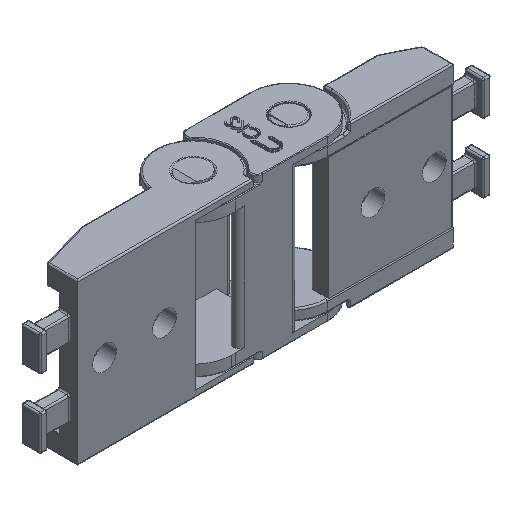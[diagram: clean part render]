
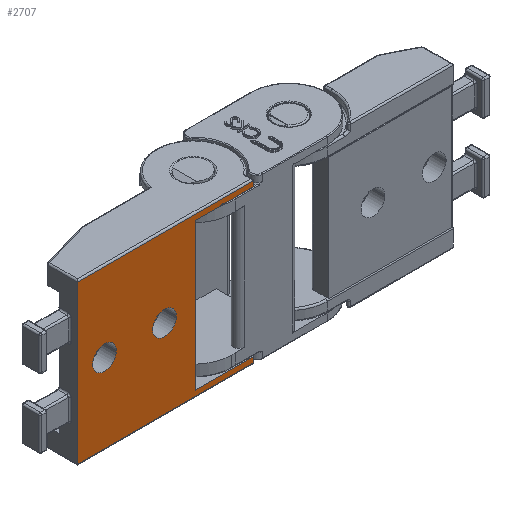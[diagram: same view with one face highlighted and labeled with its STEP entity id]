
A CAD part, isometric view. The second image highlights one B-rep face of the part: STEP entity #2707.
In plain terms, the highlighted planar face has unit normal (0, -1, 0).
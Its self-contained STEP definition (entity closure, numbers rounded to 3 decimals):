
#155 = ORIENTED_EDGE ( 'NONE', *, *, #12120, .F. ) ;
#208 = VECTOR ( 'NONE', #29781, 1000. ) ;
#454 = CIRCLE ( 'NONE', #1425, 1.55 ) ;
#576 = EDGE_LOOP ( 'NONE', ( #14499, #25382 ) ) ;
#734 = CARTESIAN_POINT ( 'NONE',  ( 2.95, -4.9, -17.6 ) ) ;
#973 = LINE ( 'NONE', #5384, #19465 ) ;
#1425 = AXIS2_PLACEMENT_3D ( 'NONE', #11938, #28929, #19332 ) ;
#1839 = CARTESIAN_POINT ( 'NONE',  ( -14.95, -4.9, -8. ) ) ;
#2312 = FACE_OUTER_BOUND ( 'NONE', #22963, .T. ) ;
#2707 = ADVANCED_FACE ( 'NONE', ( #2312, #14375, #26044 ), #30260, .F. ) ;
#3016 = CARTESIAN_POINT ( 'NONE',  ( -4.65, -4.9, 2.5 ) ) ;
#3022 = DIRECTION ( 'NONE',  ( 0., -1., 0. ) ) ;
#3943 = DIRECTION ( 'NONE',  ( 0., 1., 0. ) ) ;
#4048 = VECTOR ( 'NONE', #28587, 1000. ) ;
#4391 = AXIS2_PLACEMENT_3D ( 'NONE', #13473, #3943, #15938 ) ;
#4478 = AXIS2_PLACEMENT_3D ( 'NONE', #12522, #3022, #19908 ) ;
#4497 = CARTESIAN_POINT ( 'NONE',  ( -20.05, -4.9, -18.3 ) ) ;
#4682 = CARTESIAN_POINT ( 'NONE',  ( -4.65, -4.9, -17.6 ) ) ;
#4867 = EDGE_CURVE ( 'NONE', #17696, #7439, #9686, .T. ) ;
#5182 = AXIS2_PLACEMENT_3D ( 'NONE', #11670, #13796, #11366 ) ;
#5194 = CARTESIAN_POINT ( 'NONE',  ( -10.2, -4.9, -8. ) ) ;
#5285 = EDGE_CURVE ( 'NONE', #6696, #28279, #973, .T. ) ;
#5384 = CARTESIAN_POINT ( 'NONE',  ( -20.05, -4.9, 2.5 ) ) ;
#5442 = LINE ( 'NONE', #24977, #208 ) ;
#5760 = EDGE_CURVE ( 'NONE', #6542, #16759, #5442, .T. ) ;
#5855 = EDGE_CURVE ( 'NONE', #17475, #27305, #14895, .T. ) ;
#5922 = VECTOR ( 'NONE', #16282, 1000. ) ;
#6542 = VERTEX_POINT ( 'NONE', #18911 ) ;
#6696 = VERTEX_POINT ( 'NONE', #19431 ) ;
#7333 = DIRECTION ( 'NONE',  ( 0., -1., 0. ) ) ;
#7433 = EDGE_CURVE ( 'NONE', #19640, #24369, #18953, .T. ) ;
#7439 = VERTEX_POINT ( 'NONE', #4682 ) ;
#7576 = VERTEX_POINT ( 'NONE', #5194 ) ;
#7617 = ORIENTED_EDGE ( 'NONE', *, *, #5855, .F. ) ;
#8427 = EDGE_CURVE ( 'NONE', #7439, #17475, #28592, .T. ) ;
#8580 = LINE ( 'NONE', #13695, #21779 ) ;
#8647 = EDGE_CURVE ( 'NONE', #28279, #6542, #28175, .T. ) ;
#8748 = EDGE_CURVE ( 'NONE', #17162, #7576, #27031, .T. ) ;
#8820 = CARTESIAN_POINT ( 'NONE',  ( -20.05, -4.9, 2.3 ) ) ;
#8954 = AXIS2_PLACEMENT_3D ( 'NONE', #21892, #7333, #26623 ) ;
#9686 = LINE ( 'NONE', #3016, #21759 ) ;
#9767 = ORIENTED_EDGE ( 'NONE', *, *, #4867, .F. ) ;
#9889 = CARTESIAN_POINT ( 'NONE',  ( 2.95, -4.9, 2.5 ) ) ;
#10639 = ORIENTED_EDGE ( 'NONE', *, *, #5760, .F. ) ;
#10753 = CIRCLE ( 'NONE', #4478, 1.55 ) ;
#10859 = CARTESIAN_POINT ( 'NONE',  ( -7.1, -4.9, -8. ) ) ;
#10865 = CARTESIAN_POINT ( 'NONE',  ( -18.05, -4.9, -8. ) ) ;
#10943 = CARTESIAN_POINT ( 'NONE',  ( -20.05, -4.9, 2.3 ) ) ;
#11366 = DIRECTION ( 'NONE',  ( -1., 0., 0. ) ) ;
#11670 = CARTESIAN_POINT ( 'NONE',  ( -8.65, -4.9, -8. ) ) ;
#11938 = CARTESIAN_POINT ( 'NONE',  ( -16.5, -4.9, -8. ) ) ;
#12120 = EDGE_CURVE ( 'NONE', #27305, #6696, #22577, .T. ) ;
#12522 = CARTESIAN_POINT ( 'NONE',  ( -8.65, -4.9, -8. ) ) ;
#12938 = CARTESIAN_POINT ( 'NONE',  ( -4.65, -4.9, 1.6 ) ) ;
#12947 = EDGE_LOOP ( 'NONE', ( #21202, #30116 ) ) ;
#13473 = CARTESIAN_POINT ( 'NONE',  ( -20.05, -4.9, 2.5 ) ) ;
#13695 = CARTESIAN_POINT ( 'NONE',  ( -20.05, -4.9, 1.6 ) ) ;
#13796 = DIRECTION ( 'NONE',  ( 0., -1., 0. ) ) ;
#14111 = VECTOR ( 'NONE', #21695, 1000. ) ;
#14157 = CARTESIAN_POINT ( 'NONE',  ( 2.95, -4.9, 1.6 ) ) ;
#14375 = FACE_BOUND ( 'NONE', #12947, .T. ) ;
#14499 = ORIENTED_EDGE ( 'NONE', *, *, #29564, .F. ) ;
#14895 = LINE ( 'NONE', #9889, #14111 ) ;
#15938 = DIRECTION ( 'NONE',  ( 0., 0., 1. ) ) ;
#15978 = ORIENTED_EDGE ( 'NONE', *, *, #5285, .F. ) ;
#16282 = DIRECTION ( 'NONE',  ( -1., 0., 0. ) ) ;
#16759 = VERTEX_POINT ( 'NONE', #14157 ) ;
#16805 = EDGE_CURVE ( 'NONE', #24369, #19640, #454, .T. ) ;
#17162 = VERTEX_POINT ( 'NONE', #10859 ) ;
#17475 = VERTEX_POINT ( 'NONE', #734 ) ;
#17615 = VECTOR ( 'NONE', #30267, 1000. ) ;
#17696 = VERTEX_POINT ( 'NONE', #12938 ) ;
#18911 = CARTESIAN_POINT ( 'NONE',  ( 2.95, -4.9, 2.3 ) ) ;
#18953 = CIRCLE ( 'NONE', #8954, 1.55 ) ;
#19332 = DIRECTION ( 'NONE',  ( -1., 0., 0. ) ) ;
#19431 = CARTESIAN_POINT ( 'NONE',  ( -20.05, -4.9, -18.3 ) ) ;
#19465 = VECTOR ( 'NONE', #25042, 1000. ) ;
#19640 = VERTEX_POINT ( 'NONE', #1839 ) ;
#19901 = DIRECTION ( 'NONE',  ( 0., 0., -1. ) ) ;
#19908 = DIRECTION ( 'NONE',  ( -1., 0., 0. ) ) ;
#20665 = CARTESIAN_POINT ( 'NONE',  ( 2.95, -4.9, -18.3 ) ) ;
#21202 = ORIENTED_EDGE ( 'NONE', *, *, #16805, .F. ) ;
#21695 = DIRECTION ( 'NONE',  ( 0., 0., -1. ) ) ;
#21759 = VECTOR ( 'NONE', #19901, 1000. ) ;
#21779 = VECTOR ( 'NONE', #30585, 1000. ) ;
#21892 = CARTESIAN_POINT ( 'NONE',  ( -16.5, -4.9, -8. ) ) ;
#22577 = LINE ( 'NONE', #4497, #5922 ) ;
#22963 = EDGE_LOOP ( 'NONE', ( #31227, #15978, #155, #7617, #28126, #9767, #29189, #10639 ) ) ;
#23937 = CARTESIAN_POINT ( 'NONE',  ( -20.05, -4.9, -17.6 ) ) ;
#24369 = VERTEX_POINT ( 'NONE', #10865 ) ;
#24977 = CARTESIAN_POINT ( 'NONE',  ( 2.95, -4.9, 2.5 ) ) ;
#25042 = DIRECTION ( 'NONE',  ( 0., 0., 1. ) ) ;
#25382 = ORIENTED_EDGE ( 'NONE', *, *, #8748, .F. ) ;
#25931 = EDGE_CURVE ( 'NONE', #16759, #17696, #8580, .T. ) ;
#26044 = FACE_BOUND ( 'NONE', #576, .T. ) ;
#26623 = DIRECTION ( 'NONE',  ( -1., 0., 0. ) ) ;
#27031 = CIRCLE ( 'NONE', #5182, 1.55 ) ;
#27305 = VERTEX_POINT ( 'NONE', #20665 ) ;
#28126 = ORIENTED_EDGE ( 'NONE', *, *, #8427, .F. ) ;
#28175 = LINE ( 'NONE', #10943, #17615 ) ;
#28279 = VERTEX_POINT ( 'NONE', #8820 ) ;
#28587 = DIRECTION ( 'NONE',  ( 1., 0., 0. ) ) ;
#28592 = LINE ( 'NONE', #23937, #4048 ) ;
#28929 = DIRECTION ( 'NONE',  ( 0., -1., 0. ) ) ;
#29189 = ORIENTED_EDGE ( 'NONE', *, *, #25931, .F. ) ;
#29564 = EDGE_CURVE ( 'NONE', #7576, #17162, #10753, .T. ) ;
#29781 = DIRECTION ( 'NONE',  ( 0., 0., -1. ) ) ;
#30116 = ORIENTED_EDGE ( 'NONE', *, *, #7433, .F. ) ;
#30260 = PLANE ( 'NONE',  #4391 ) ;
#30267 = DIRECTION ( 'NONE',  ( 1., 0., 0. ) ) ;
#30585 = DIRECTION ( 'NONE',  ( -1., 0., 0. ) ) ;
#31227 = ORIENTED_EDGE ( 'NONE', *, *, #8647, .F. ) ;
